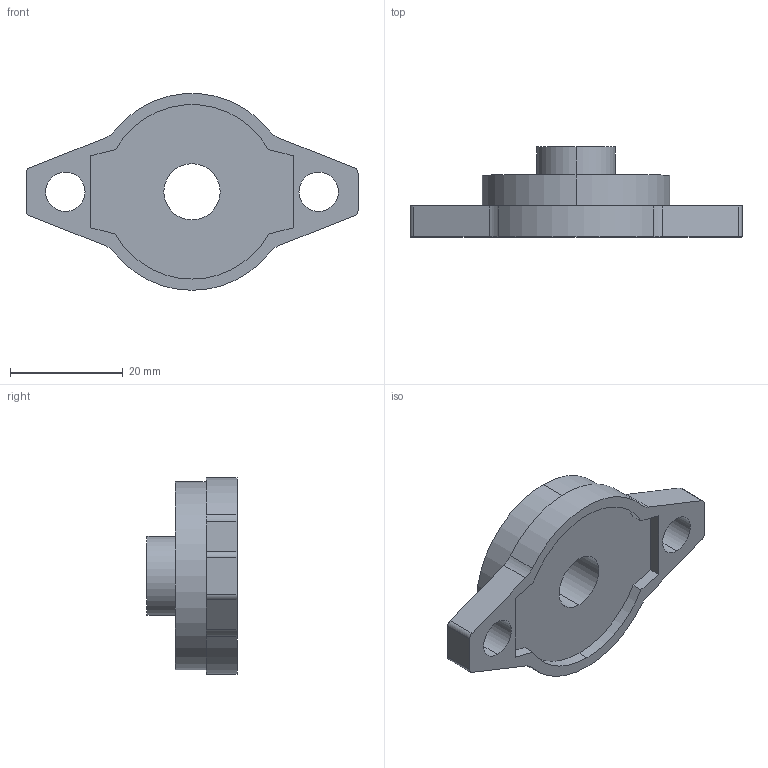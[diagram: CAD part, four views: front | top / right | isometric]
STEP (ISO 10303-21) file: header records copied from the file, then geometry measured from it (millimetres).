
FILE_DESCRIPTION (( 'STEP AP214' ), '1' );
FILE_NAME ('B452 Ôëàíöåâûé îïîðíûé ïîäøèïíèê KFL00 äëÿ âàëîâ O 10 ìì.STEP', '2025-07-11T14:24:25', ( '' ), ( '' ), 'SwSTEP 2.0', 'SolidWorks 2025', '' );
FILE_SCHEMA (( 'AUTOMOTIVE_DESIGN' ));
Length unit declared in the file: millimetre
Products named in the file (1): B452 Фланцевый опорный подшипник KFL00 для валов Ø 10 мм
Bounding box: 59 x 16 x 34.94 mm (x, y, z)
Volume: 8600.9 mm3; surface area: 5066.3 mm2
Topology: 1 solids, 1 shells, 44 faces, 114 edges, 76 vertices
Faces by surface type: cylinder 26, plane 18
Entity records: 1405 total; most frequent: DIRECTION 256, CARTESIAN_POINT 235, ORIENTED_EDGE 228, EDGE_CURVE 114, AXIS2_PLACEMENT_3D 97, VERTEX_POINT 76, VECTOR 62, LINE 62
